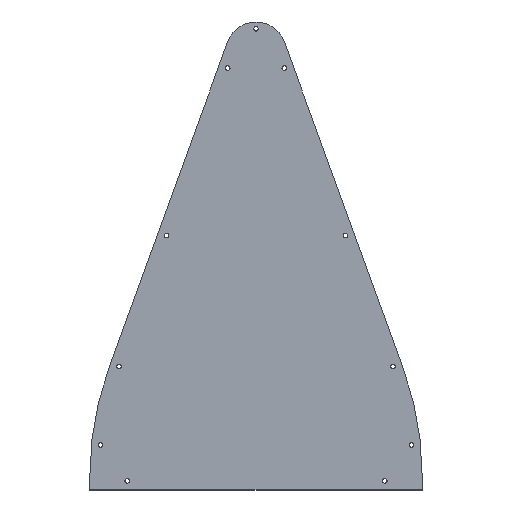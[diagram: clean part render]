
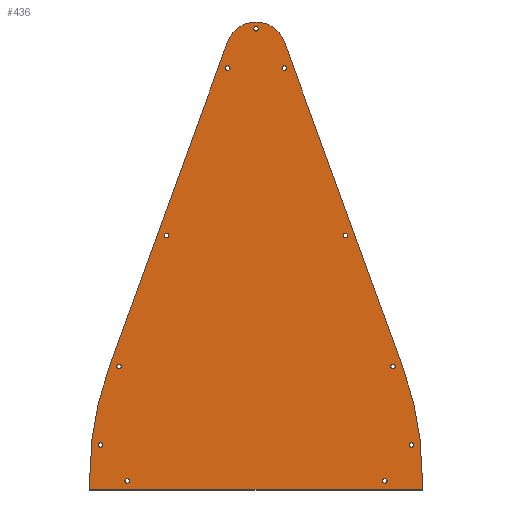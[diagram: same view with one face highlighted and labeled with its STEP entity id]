
A CAD part, top view. The second image highlights one B-rep face of the part: STEP entity #436.
In plain terms, the highlighted planar face has unit normal (0, 0, 1).
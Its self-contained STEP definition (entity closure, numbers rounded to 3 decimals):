
#15=FACE_BOUND('',#85,.T.);
#16=FACE_BOUND('',#86,.T.);
#17=FACE_BOUND('',#87,.T.);
#18=FACE_BOUND('',#88,.T.);
#19=FACE_BOUND('',#89,.T.);
#20=FACE_BOUND('',#90,.T.);
#21=FACE_BOUND('',#91,.T.);
#22=FACE_BOUND('',#92,.T.);
#23=FACE_BOUND('',#93,.T.);
#24=FACE_BOUND('',#94,.T.);
#25=FACE_BOUND('',#95,.T.);
#42=PLANE('',#505);
#63=FACE_OUTER_BOUND('',#84,.T.);
#84=EDGE_LOOP('',(#365,#366,#367,#368,#369,#370,#371,#372));
#85=EDGE_LOOP('',(#373));
#86=EDGE_LOOP('',(#374));
#87=EDGE_LOOP('',(#375));
#88=EDGE_LOOP('',(#376));
#89=EDGE_LOOP('',(#377));
#90=EDGE_LOOP('',(#378));
#91=EDGE_LOOP('',(#379));
#92=EDGE_LOOP('',(#380));
#93=EDGE_LOOP('',(#381));
#94=EDGE_LOOP('',(#382));
#95=EDGE_LOOP('',(#383));
#122=LINE('',#716,#151);
#126=LINE('',#728,#155);
#130=LINE('',#740,#159);
#133=LINE('',#746,#162);
#136=LINE('',#750,#165);
#151=VECTOR('',#597,10.);
#155=VECTOR('',#609,10.);
#159=VECTOR('',#621,10.);
#162=VECTOR('',#626,10.);
#165=VECTOR('',#631,10.);
#166=CIRCLE('',#459,1.5);
#168=CIRCLE('',#462,1.5);
#170=CIRCLE('',#465,1.5);
#172=CIRCLE('',#468,1.5);
#174=CIRCLE('',#471,1.5);
#176=CIRCLE('',#474,1.5);
#178=CIRCLE('',#477,1.5);
#180=CIRCLE('',#480,1.5);
#182=CIRCLE('',#483,1.5);
#184=CIRCLE('',#486,1.5);
#186=CIRCLE('',#489,1.5);
#189=CIRCLE('',#493,205.604);
#191=CIRCLE('',#497,20.);
#193=CIRCLE('',#501,205.604);
#194=VERTEX_POINT('',#638);
#196=VERTEX_POINT('',#644);
#198=VERTEX_POINT('',#650);
#200=VERTEX_POINT('',#656);
#202=VERTEX_POINT('',#662);
#204=VERTEX_POINT('',#668);
#206=VERTEX_POINT('',#674);
#208=VERTEX_POINT('',#680);
#210=VERTEX_POINT('',#686);
#212=VERTEX_POINT('',#692);
#214=VERTEX_POINT('',#698);
#218=VERTEX_POINT('',#707);
#219=VERTEX_POINT('',#709);
#221=VERTEX_POINT('',#715);
#223=VERTEX_POINT('',#721);
#225=VERTEX_POINT('',#727);
#227=VERTEX_POINT('',#733);
#229=VERTEX_POINT('',#739);
#231=VERTEX_POINT('',#745);
#232=EDGE_CURVE('',#194,#194,#166,.T.);
#235=EDGE_CURVE('',#196,#196,#168,.T.);
#238=EDGE_CURVE('',#198,#198,#170,.T.);
#241=EDGE_CURVE('',#200,#200,#172,.T.);
#244=EDGE_CURVE('',#202,#202,#174,.T.);
#247=EDGE_CURVE('',#204,#204,#176,.T.);
#250=EDGE_CURVE('',#206,#206,#178,.T.);
#253=EDGE_CURVE('',#208,#208,#180,.T.);
#256=EDGE_CURVE('',#210,#210,#182,.T.);
#259=EDGE_CURVE('',#212,#212,#184,.T.);
#262=EDGE_CURVE('',#214,#214,#186,.T.);
#267=EDGE_CURVE('',#219,#218,#189,.T.);
#270=EDGE_CURVE('',#221,#219,#122,.T.);
#273=EDGE_CURVE('',#223,#221,#191,.T.);
#276=EDGE_CURVE('',#225,#223,#126,.T.);
#279=EDGE_CURVE('',#227,#225,#193,.T.);
#282=EDGE_CURVE('',#229,#227,#130,.T.);
#285=EDGE_CURVE('',#231,#229,#133,.T.);
#288=EDGE_CURVE('',#218,#231,#136,.T.);
#365=ORIENTED_EDGE('',*,*,#288,.T.);
#366=ORIENTED_EDGE('',*,*,#285,.T.);
#367=ORIENTED_EDGE('',*,*,#282,.T.);
#368=ORIENTED_EDGE('',*,*,#279,.T.);
#369=ORIENTED_EDGE('',*,*,#276,.T.);
#370=ORIENTED_EDGE('',*,*,#273,.T.);
#371=ORIENTED_EDGE('',*,*,#270,.T.);
#372=ORIENTED_EDGE('',*,*,#267,.T.);
#373=ORIENTED_EDGE('',*,*,#262,.T.);
#374=ORIENTED_EDGE('',*,*,#259,.T.);
#375=ORIENTED_EDGE('',*,*,#256,.T.);
#376=ORIENTED_EDGE('',*,*,#253,.T.);
#377=ORIENTED_EDGE('',*,*,#250,.T.);
#378=ORIENTED_EDGE('',*,*,#247,.T.);
#379=ORIENTED_EDGE('',*,*,#244,.T.);
#380=ORIENTED_EDGE('',*,*,#241,.T.);
#381=ORIENTED_EDGE('',*,*,#238,.T.);
#382=ORIENTED_EDGE('',*,*,#235,.T.);
#383=ORIENTED_EDGE('',*,*,#232,.T.);
#436=ADVANCED_FACE('',(#63,#15,#16,#17,#18,#19,#20,#21,#22,#23,#24,#25),
#42,.T.);
#459=AXIS2_PLACEMENT_3D('',#639,#511,#512);
#462=AXIS2_PLACEMENT_3D('',#645,#518,#519);
#465=AXIS2_PLACEMENT_3D('',#651,#525,#526);
#468=AXIS2_PLACEMENT_3D('',#657,#532,#533);
#471=AXIS2_PLACEMENT_3D('',#663,#539,#540);
#474=AXIS2_PLACEMENT_3D('',#669,#546,#547);
#477=AXIS2_PLACEMENT_3D('',#675,#553,#554);
#480=AXIS2_PLACEMENT_3D('',#681,#560,#561);
#483=AXIS2_PLACEMENT_3D('',#687,#567,#568);
#486=AXIS2_PLACEMENT_3D('',#693,#574,#575);
#489=AXIS2_PLACEMENT_3D('',#699,#581,#582);
#493=AXIS2_PLACEMENT_3D('',#710,#591,#592);
#497=AXIS2_PLACEMENT_3D('',#722,#603,#604);
#501=AXIS2_PLACEMENT_3D('',#734,#615,#616);
#505=AXIS2_PLACEMENT_3D('',#751,#632,#633);
#511=DIRECTION('center_axis',(0.,0.,-1.));
#512=DIRECTION('ref_axis',(-1.,0.,0.));
#518=DIRECTION('center_axis',(0.,0.,-1.));
#519=DIRECTION('ref_axis',(-1.,0.,0.));
#525=DIRECTION('center_axis',(0.,0.,-1.));
#526=DIRECTION('ref_axis',(-1.,0.,0.));
#532=DIRECTION('center_axis',(0.,0.,-1.));
#533=DIRECTION('ref_axis',(-1.,0.,0.));
#539=DIRECTION('center_axis',(0.,0.,-1.));
#540=DIRECTION('ref_axis',(-1.,0.,0.));
#546=DIRECTION('center_axis',(0.,0.,-1.));
#547=DIRECTION('ref_axis',(-1.,0.,0.));
#553=DIRECTION('center_axis',(0.,0.,-1.));
#554=DIRECTION('ref_axis',(-1.,0.,0.));
#560=DIRECTION('center_axis',(0.,0.,-1.));
#561=DIRECTION('ref_axis',(-1.,0.,0.));
#567=DIRECTION('center_axis',(0.,0.,-1.));
#568=DIRECTION('ref_axis',(-1.,0.,0.));
#574=DIRECTION('center_axis',(0.,0.,-1.));
#575=DIRECTION('ref_axis',(-1.,0.,0.));
#581=DIRECTION('center_axis',(0.,0.,-1.));
#582=DIRECTION('ref_axis',(-1.,0.,0.));
#591=DIRECTION('center_axis',(0.,0.,1.));
#592=DIRECTION('ref_axis',(-0.94,0.342,0.));
#597=DIRECTION('',(-0.342,-0.94,0.));
#603=DIRECTION('center_axis',(0.,0.,1.));
#604=DIRECTION('ref_axis',(0.94,0.342,0.));
#609=DIRECTION('',(-0.342,0.94,0.));
#615=DIRECTION('center_axis',(0.,0.,1.));
#616=DIRECTION('ref_axis',(1.,0.,0.));
#621=DIRECTION('',(0.,1.,0.));
#626=DIRECTION('',(1.,0.,0.));
#631=DIRECTION('',(0.,-1.,0.));
#632=DIRECTION('center_axis',(0.,0.,1.));
#633=DIRECTION('ref_axis',(1.,0.,0.));
#638=CARTESIAN_POINT('',(214.521,29.746,0.5));
#639=CARTESIAN_POINT('Origin',(213.021,29.746,0.5));
#644=CARTESIAN_POINT('',(130.221,279.498,0.5));
#645=CARTESIAN_POINT('Origin',(128.721,279.498,0.5));
#650=CARTESIAN_POINT('',(8.479,29.746,0.5));
#651=CARTESIAN_POINT('Origin',(6.979,29.746,0.5));
#656=CARTESIAN_POINT('',(52.361,168.451,0.5));
#657=CARTESIAN_POINT('Origin',(50.861,168.451,0.5));
#662=CARTESIAN_POINT('',(20.833,81.828,0.5));
#663=CARTESIAN_POINT('Origin',(19.333,81.828,0.5));
#668=CARTESIAN_POINT('',(202.167,81.828,0.5));
#669=CARTESIAN_POINT('Origin',(200.667,81.828,0.5));
#674=CARTESIAN_POINT('',(170.639,168.451,0.5));
#675=CARTESIAN_POINT('Origin',(169.139,168.451,0.5));
#680=CARTESIAN_POINT('',(111.5,305.5,0.5));
#681=CARTESIAN_POINT('Origin',(110.,305.5,0.5));
#686=CARTESIAN_POINT('',(92.779,279.498,0.5));
#687=CARTESIAN_POINT('Origin',(91.279,279.498,0.5));
#692=CARTESIAN_POINT('',(196.802,6.,0.5));
#693=CARTESIAN_POINT('Origin',(195.302,6.,0.5));
#698=CARTESIAN_POINT('',(26.198,6.,0.5));
#699=CARTESIAN_POINT('Origin',(24.698,6.,0.5));
#707=CARTESIAN_POINT('',(0.,10.,0.5));
#709=CARTESIAN_POINT('',(12.399,80.321,0.5));
#710=CARTESIAN_POINT('Origin',(205.604,10.,0.5));
#715=CARTESIAN_POINT('',(91.206,296.84,0.5));
#716=CARTESIAN_POINT('',(91.206,296.84,0.5));
#721=CARTESIAN_POINT('',(128.794,296.84,0.5));
#722=CARTESIAN_POINT('Origin',(110.,290.,0.5));
#727=CARTESIAN_POINT('',(207.601,80.321,0.5));
#728=CARTESIAN_POINT('',(207.601,80.321,0.5));
#733=CARTESIAN_POINT('',(220.,10.,0.5));
#734=CARTESIAN_POINT('Origin',(14.396,10.,0.5));
#739=CARTESIAN_POINT('',(220.,0.,0.5));
#740=CARTESIAN_POINT('',(220.,0.,0.5));
#745=CARTESIAN_POINT('',(0.,0.,0.5));
#746=CARTESIAN_POINT('',(0.,0.,0.5));
#750=CARTESIAN_POINT('',(0.,10.,0.5));
#751=CARTESIAN_POINT('Origin',(110.,155.,0.5));
